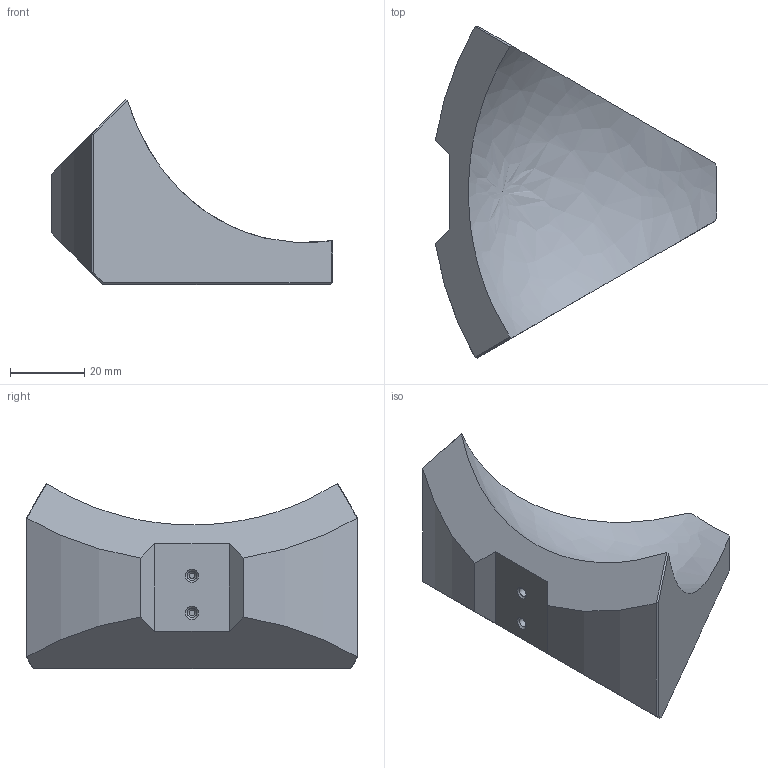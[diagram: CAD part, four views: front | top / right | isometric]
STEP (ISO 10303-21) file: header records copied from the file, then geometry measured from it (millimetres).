
FILE_DESCRIPTION(('Open CASCADE Model'),'2;1');
FILE_NAME('Open CASCADE Shape Model','2025-06-29T22:19:27',('Author'),( 'Open CASCADE'),'Open CASCADE STEP processor 7.7','Open CASCADE 7.7' ,'Unknown');
FILE_SCHEMA(('AUTOMOTIVE_DESIGN { 1 0 10303 214 1 1 1 1 }'));
Length unit declared in the file: millimetre
Products named in the file (1): Open CASCADE STEP translator 7.7 883
Bounding box: 75.93 x 89.5 x 49.92 mm (x, y, z)
Volume: 92830.1 mm3; surface area: 15899.6 mm2
Topology: 1 solids, 1 shells, 45 faces, 103 edges, 64 vertices
Faces by surface type: plane 25, cone 10, cylinder 5, extrusion 2, bspline 2, revolution 1
Full cylindrical faces by diameter (mm): 2.5 x5
Entity records: 3398 total; most frequent: CARTESIAN_POINT 1394, DIRECTION 339, ORIENTED_EDGE 204, PCURVE 204, DEFINITIONAL_REPRESENTATION 204, VECTOR 200, LINE 198, EDGE_CURVE 102
